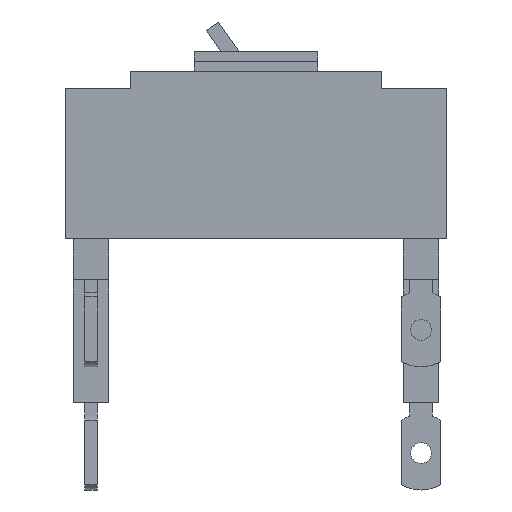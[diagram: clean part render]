
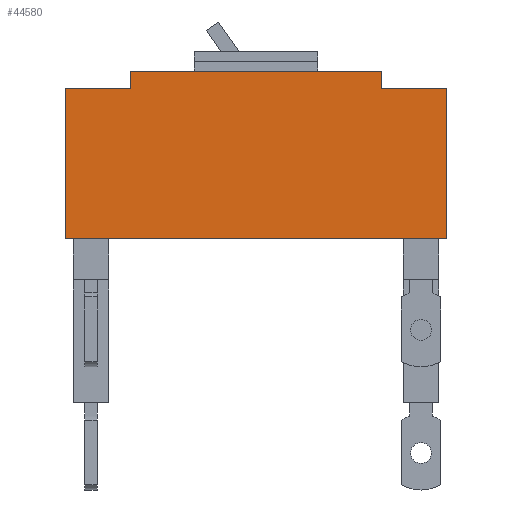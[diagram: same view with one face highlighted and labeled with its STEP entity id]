
A CAD part, left-side view. The second image highlights one B-rep face of the part: STEP entity #44580.
In plain terms, the highlighted planar face has unit normal (-1, 0, 0).
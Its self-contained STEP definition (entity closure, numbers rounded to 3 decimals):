
#8780=CARTESIAN_POINT('',(-30.,26.5,-31.));
#8790=VERTEX_POINT('',#8780);
#8820=CARTESIAN_POINT('',(-30.,26.5,0.));
#8830=DIRECTION('',(0.,0.,1.));
#8840=VECTOR('',#8830,1.);
#8850=LINE('',#8820,#8840);
#8860=CARTESIAN_POINT('',(-30.,26.5,-24.));
#8870=VERTEX_POINT('',#8860);
#8880=EDGE_CURVE('',#8790,#8870,#8850,.T.);
#9990=CARTESIAN_POINT('',(-30.,128.5,-24.));
#10000=VERTEX_POINT('',#9990);
#10030=CARTESIAN_POINT('',(-30.,128.5,0.));
#10040=DIRECTION('',(0.,0.,-1.));
#10050=VECTOR('',#10040,1.);
#10060=LINE('',#10030,#10050);
#10070=CARTESIAN_POINT('',(-30.,128.5,-31.));
#10080=VERTEX_POINT('',#10070);
#10090=EDGE_CURVE('',#10000,#10080,#10060,.T.);
#12400=CARTESIAN_POINT('',(-30.,155.,-31.));
#12410=VERTEX_POINT('',#12400);
#12440=CARTESIAN_POINT('',(-30.,155.,0.));
#12450=DIRECTION('',(0.,0.,-1.));
#12460=VECTOR('',#12450,1.);
#12470=LINE('',#12440,#12460);
#12480=CARTESIAN_POINT('',(-30.,155.,-92.));
#12490=VERTEX_POINT('',#12480);
#12500=EDGE_CURVE('',#12410,#12490,#12470,.T.);
#15320=CARTESIAN_POINT('',(-30.,0.,-92.));
#15330=DIRECTION('',(0.,-1.,0.));
#15340=VECTOR('',#15330,1.);
#15350=LINE('',#15320,#15340);
#15360=CARTESIAN_POINT('',(-30.,0.,-92.));
#15370=VERTEX_POINT('',#15360);
#15380=EDGE_CURVE('',#12490,#15370,#15350,.T.);
#15560=CARTESIAN_POINT('',(-30.,0.,0.));
#15570=DIRECTION('',(0.,0.,1.));
#15580=VECTOR('',#15570,1.);
#15590=LINE('',#15560,#15580);
#15600=CARTESIAN_POINT('',(-30.,0.,-31.));
#15610=VERTEX_POINT('',#15600);
#15620=EDGE_CURVE('',#15370,#15610,#15590,.T.);
#24950=CARTESIAN_POINT('',(-30.,0.,-31.));
#24960=DIRECTION('',(0.,1.,0.));
#24970=VECTOR('',#24960,1.);
#24980=LINE('',#24950,#24970);
#24990=EDGE_CURVE('',#15610,#8790,#24980,.T.);
#25730=CARTESIAN_POINT('',(-30.,0.,-31.));
#25740=DIRECTION('',(0.,1.,0.));
#25750=VECTOR('',#25740,1.);
#25760=LINE('',#25730,#25750);
#25770=EDGE_CURVE('',#10080,#12410,#25760,.T.);
#44380=CARTESIAN_POINT('',(-30.,118.166,0.))
;
#44390=DIRECTION('',(1.,-0.,0.));
#44400=DIRECTION('',(0.,0.,-1.));
#44410=AXIS2_PLACEMENT_3D('',#44380,#44390,#44400);
#44420=PLANE('',#44410);
#44430=CARTESIAN_POINT('',(-30.,0.,-24.));
#44440=DIRECTION('',(0.,1.,0.));
#44450=VECTOR('',#44440,1.);
#44460=LINE('',#44430,#44450);
#44470=EDGE_CURVE('',#8870,#10000,#44460,.T.);
#44480=ORIENTED_EDGE('',*,*,#44470,.T.);
#44490=ORIENTED_EDGE('',*,*,#8880,.T.);
#44500=ORIENTED_EDGE('',*,*,#24990,.T.);
#44510=ORIENTED_EDGE('',*,*,#15620,.T.);
#44520=ORIENTED_EDGE('',*,*,#15380,.T.);
#44530=ORIENTED_EDGE('',*,*,#12500,.T.);
#44540=ORIENTED_EDGE('',*,*,#25770,.T.);
#44550=ORIENTED_EDGE('',*,*,#10090,.T.);
#44560=EDGE_LOOP('',(#44550,#44540,#44530,#44520,#44510,#44500,#44490,
#44480));
#44570=FACE_OUTER_BOUND('',#44560,.T.);
#44580=ADVANCED_FACE('',(#44570),#44420,.F.);
